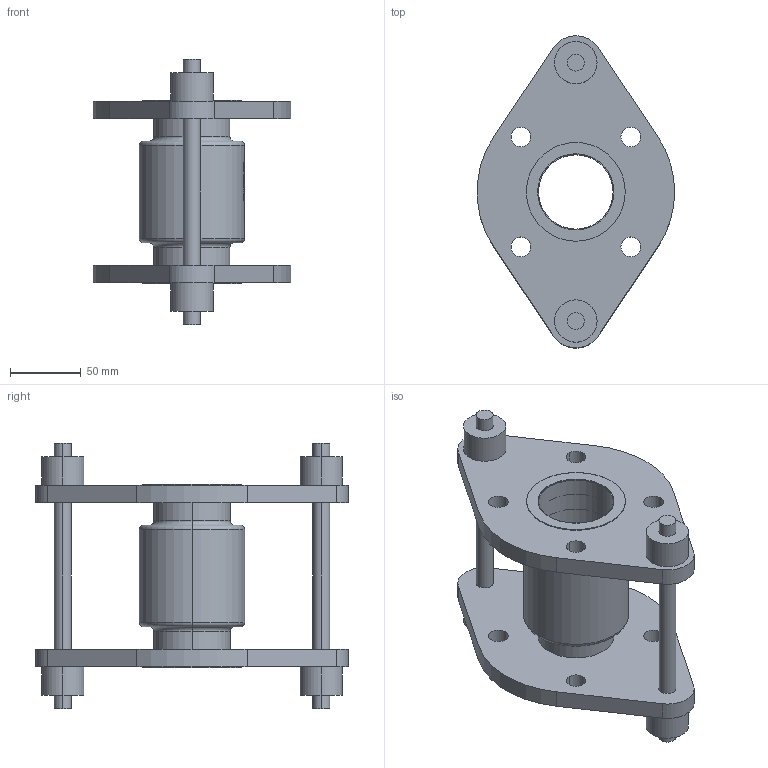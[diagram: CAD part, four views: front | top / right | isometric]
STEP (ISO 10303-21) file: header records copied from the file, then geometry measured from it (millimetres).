
FILE_DESCRIPTION (( 'STEP AP203' ), '1' );
FILE_NAME ('EPSILON-C_DN050_PN06_120_6000017327.STEP', '2021-10-07T09:11:09', ( 'axxx' ), ( '' ), 'SwSTEP 2.0', 'SolidWorks 2019', '' );
FILE_SCHEMA (( 'CONFIG_CONTROL_DESIGN' ));
Length unit declared in the file: millimetre
Products named in the file (1): EPSILON-C_DN050_PN06_120_6000017327
Bounding box: 139.75 x 221 x 188 mm (x, y, z)
Volume: 675756.1 mm3; surface area: 151121.5 mm2
Topology: 1 solids, 1 shells, 579 faces, 1543 edges, 1026 vertices
Faces by surface type: plane 239, bspline 237, cylinder 95, torus 8
Entity records: 31172 total; most frequent: CARTESIAN_POINT 18223, ORIENTED_EDGE 3086, DIRECTION 1902, EDGE_CURVE 1543, VERTEX_POINT 1026, LINE 772, VECTOR 772, EDGE_LOOP 661
